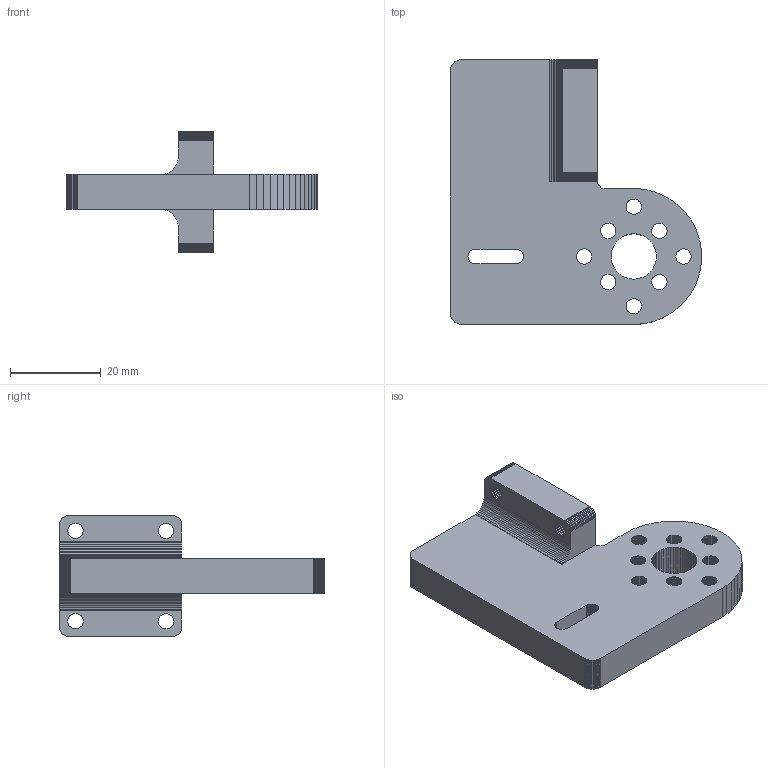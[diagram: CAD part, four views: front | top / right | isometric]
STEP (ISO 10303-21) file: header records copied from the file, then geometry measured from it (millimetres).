
FILE_DESCRIPTION(('FreeCAD Model'),'2;1');
FILE_NAME('z-yoke6.step' ,'2020-05-30T19:33:59',('Author'),(''), 'Open CASCADE STEP processor 7.3','FreeCAD','Unknown');
FILE_SCHEMA(('AUTOMOTIVE_DESIGN { 1 0 10303 214 1 1 1 1 }'));
Products named in the file (1): z_yoke6001_(Solid)001
Bounding box: 55.55 x 58.5 x 26.7 mm (x, y, z)
Volume: 21823.1 mm3; surface area: 8867.6 mm2
Topology: 1 solids, 1 shells, 780 faces, 2334 edges, 1556 vertices
Faces by surface type: plane 780
Entity records: 56117 total; most frequent: CARTESIAN_POINT 9339, DIRECTION 8564, LINE 7002, VECTOR 7002, ORIENTED_EDGE 4668, PCURVE 4668, DEFINITIONAL_REPRESENTATION 4668, EDGE_CURVE 2334
